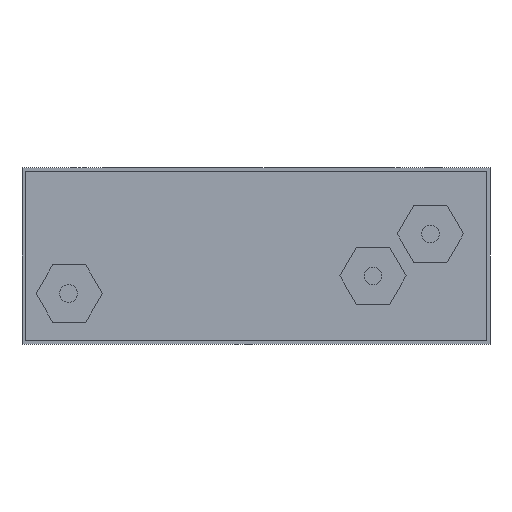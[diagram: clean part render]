
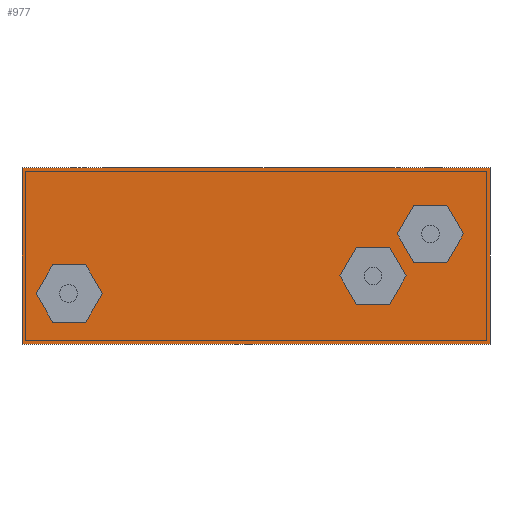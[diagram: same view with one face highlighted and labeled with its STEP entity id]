
A CAD part, front view. The second image highlights one B-rep face of the part: STEP entity #977.
In plain terms, the highlighted planar face has unit normal (0, -1, 0).
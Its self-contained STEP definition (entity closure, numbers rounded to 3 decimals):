
#2=DIRECTION('',(1.,0.,0.));
#3=VECTOR('',#2,212.);
#4=CARTESIAN_POINT('',(-106.,0.,0.));
#5=LINE('',#4,#3);
#6=DIRECTION('',(0.,0.,-1.));
#7=VECTOR('',#6,80.);
#8=CARTESIAN_POINT('',(106.,0.,0.));
#9=LINE('',#8,#7);
#10=DIRECTION('',(-1.,0.,0.));
#11=VECTOR('',#10,212.);
#12=CARTESIAN_POINT('',(106.,0.,-80.));
#13=LINE('',#12,#11);
#14=DIRECTION('',(0.,0.,1.));
#15=VECTOR('',#14,80.);
#16=CARTESIAN_POINT('',(-106.,0.,-80.));
#17=LINE('',#16,#15);
#18=DIRECTION('',(0.5,0.,-0.866));
#19=VECTOR('',#18,15.);
#20=CARTESIAN_POINT('',(-99.594,0.,-57.));
#21=LINE('',#20,#19);
#22=DIRECTION('',(1.,0.,0.));
#23=VECTOR('',#22,15.);
#24=CARTESIAN_POINT('',(-92.094,0.,-69.99));
#25=LINE('',#24,#23);
#26=DIRECTION('',(0.5,0.,0.866));
#27=VECTOR('',#26,15.);
#28=CARTESIAN_POINT('',(-77.094,0.,-69.99));
#29=LINE('',#28,#27);
#30=DIRECTION('',(-0.5,0.,0.866));
#31=VECTOR('',#30,15.);
#32=CARTESIAN_POINT('',(-69.594,0.,-57.));
#33=LINE('',#32,#31);
#34=DIRECTION('',(-1.,0.,0.));
#35=VECTOR('',#34,15.);
#36=CARTESIAN_POINT('',(-77.094,0.,-44.01));
#37=LINE('',#36,#35);
#38=DIRECTION('',(-0.5,0.,-0.866));
#39=VECTOR('',#38,15.);
#40=CARTESIAN_POINT('',(-92.094,0.,-44.01));
#41=LINE('',#40,#39);
#42=DIRECTION('',(0.5,0.,-0.866));
#43=VECTOR('',#42,15.);
#44=CARTESIAN_POINT('',(64.,0.,-30.));
#45=LINE('',#44,#43);
#46=DIRECTION('',(1.,0.,0.));
#47=VECTOR('',#46,15.);
#48=CARTESIAN_POINT('',(71.5,0.,-42.99));
#49=LINE('',#48,#47);
#50=DIRECTION('',(0.5,0.,0.866));
#51=VECTOR('',#50,15.);
#52=CARTESIAN_POINT('',(86.5,0.,-42.99));
#53=LINE('',#52,#51);
#54=DIRECTION('',(-0.5,0.,0.866));
#55=VECTOR('',#54,15.);
#56=CARTESIAN_POINT('',(94.,0.,-30.));
#57=LINE('',#56,#55);
#58=DIRECTION('',(-1.,0.,0.));
#59=VECTOR('',#58,15.);
#60=CARTESIAN_POINT('',(86.5,0.,-17.01));
#61=LINE('',#60,#59);
#62=DIRECTION('',(-0.5,0.,-0.866));
#63=VECTOR('',#62,15.);
#64=CARTESIAN_POINT('',(71.5,0.,-17.01));
#65=LINE('',#64,#63);
#66=DIRECTION('',(-0.5,0.,0.866));
#67=VECTOR('',#66,15.);
#68=CARTESIAN_POINT('',(68.,0.,-49.));
#69=LINE('',#68,#67);
#70=DIRECTION('',(-1.,0.,0.));
#71=VECTOR('',#70,15.);
#72=CARTESIAN_POINT('',(60.5,0.,-36.01));
#73=LINE('',#72,#71);
#74=DIRECTION('',(-0.5,0.,-0.866));
#75=VECTOR('',#74,15.);
#76=CARTESIAN_POINT('',(45.5,0.,-36.01));
#77=LINE('',#76,#75);
#78=DIRECTION('',(0.5,0.,-0.866));
#79=VECTOR('',#78,15.);
#80=CARTESIAN_POINT('',(38.,0.,-49.));
#81=LINE('',#80,#79);
#82=DIRECTION('',(1.,0.,0.));
#83=VECTOR('',#82,15.);
#84=CARTESIAN_POINT('',(45.5,0.,-61.99));
#85=LINE('',#84,#83);
#86=DIRECTION('',(0.5,0.,0.866));
#87=VECTOR('',#86,15.);
#88=CARTESIAN_POINT('',(60.5,0.,-61.99));
#89=LINE('',#88,#87);
#708=CARTESIAN_POINT('',(-106.,0.,0.));
#709=CARTESIAN_POINT('',(106.,0.,0.));
#710=VERTEX_POINT('',#708);
#711=VERTEX_POINT('',#709);
#712=CARTESIAN_POINT('',(106.,0.,-80.));
#713=VERTEX_POINT('',#712);
#714=CARTESIAN_POINT('',(-106.,0.,-80.));
#715=VERTEX_POINT('',#714);
#812=CARTESIAN_POINT('',(64.,0.,-30.));
#813=CARTESIAN_POINT('',(71.5,0.,-42.99));
#814=VERTEX_POINT('',#812);
#815=VERTEX_POINT('',#813);
#816=CARTESIAN_POINT('',(86.5,0.,-42.99));
#817=VERTEX_POINT('',#816);
#818=CARTESIAN_POINT('',(94.,0.,-30.));
#819=VERTEX_POINT('',#818);
#820=CARTESIAN_POINT('',(86.5,0.,-17.01));
#821=VERTEX_POINT('',#820);
#822=CARTESIAN_POINT('',(71.5,0.,-17.01));
#823=VERTEX_POINT('',#822);
#836=CARTESIAN_POINT('',(68.,0.,-49.));
#837=CARTESIAN_POINT('',(60.5,0.,-36.01));
#838=VERTEX_POINT('',#836);
#839=VERTEX_POINT('',#837);
#840=CARTESIAN_POINT('',(45.5,0.,-36.01));
#841=VERTEX_POINT('',#840);
#842=CARTESIAN_POINT('',(38.,0.,-49.));
#843=VERTEX_POINT('',#842);
#844=CARTESIAN_POINT('',(45.5,0.,-61.99));
#845=VERTEX_POINT('',#844);
#846=CARTESIAN_POINT('',(60.5,0.,-61.99));
#847=VERTEX_POINT('',#846);
#900=CARTESIAN_POINT('',(-99.594,0.,-57.));
#901=CARTESIAN_POINT('',(-92.094,0.,-69.99));
#902=VERTEX_POINT('',#900);
#903=VERTEX_POINT('',#901);
#904=CARTESIAN_POINT('',(-77.094,0.,-69.99));
#905=VERTEX_POINT('',#904);
#906=CARTESIAN_POINT('',(-69.594,0.,-57.));
#907=VERTEX_POINT('',#906);
#908=CARTESIAN_POINT('',(-77.094,0.,-44.01));
#909=VERTEX_POINT('',#908);
#910=CARTESIAN_POINT('',(-92.094,0.,-44.01));
#911=VERTEX_POINT('',#910);
#920=CARTESIAN_POINT('',(0.,0.,0.));
#921=DIRECTION('',(0.,1.,0.));
#922=DIRECTION('',(1.,0.,0.));
#923=AXIS2_PLACEMENT_3D('',#920,#921,#922);
#924=PLANE('',#923);
#926=ORIENTED_EDGE('',*,*,#925,.T.);
#928=ORIENTED_EDGE('',*,*,#927,.T.);
#930=ORIENTED_EDGE('',*,*,#929,.T.);
#932=ORIENTED_EDGE('',*,*,#931,.T.);
#933=EDGE_LOOP('',(#926,#928,#930,#932));
#934=FACE_OUTER_BOUND('',#933,.F.);
#936=ORIENTED_EDGE('',*,*,#935,.T.);
#938=ORIENTED_EDGE('',*,*,#937,.T.);
#940=ORIENTED_EDGE('',*,*,#939,.T.);
#942=ORIENTED_EDGE('',*,*,#941,.T.);
#944=ORIENTED_EDGE('',*,*,#943,.T.);
#946=ORIENTED_EDGE('',*,*,#945,.T.);
#947=EDGE_LOOP('',(#936,#938,#940,#942,#944,#946));
#948=FACE_BOUND('',#947,.F.);
#950=ORIENTED_EDGE('',*,*,#949,.T.);
#952=ORIENTED_EDGE('',*,*,#951,.T.);
#954=ORIENTED_EDGE('',*,*,#953,.T.);
#956=ORIENTED_EDGE('',*,*,#955,.T.);
#958=ORIENTED_EDGE('',*,*,#957,.T.);
#960=ORIENTED_EDGE('',*,*,#959,.T.);
#961=EDGE_LOOP('',(#950,#952,#954,#956,#958,#960));
#962=FACE_BOUND('',#961,.F.);
#964=ORIENTED_EDGE('',*,*,#963,.T.);
#966=ORIENTED_EDGE('',*,*,#965,.T.);
#968=ORIENTED_EDGE('',*,*,#967,.T.);
#970=ORIENTED_EDGE('',*,*,#969,.T.);
#972=ORIENTED_EDGE('',*,*,#971,.T.);
#974=ORIENTED_EDGE('',*,*,#973,.T.);
#975=EDGE_LOOP('',(#964,#966,#968,#970,#972,#974));
#976=FACE_BOUND('',#975,.F.);
#977=ADVANCED_FACE('',(#934,#948,#962,#976),#924,.F.);
#925=EDGE_CURVE('',#710,#711,#5,.T.);
#927=EDGE_CURVE('',#711,#713,#9,.T.);
#929=EDGE_CURVE('',#713,#715,#13,.T.);
#931=EDGE_CURVE('',#715,#710,#17,.T.);
#935=EDGE_CURVE('',#902,#903,#21,.T.);
#937=EDGE_CURVE('',#903,#905,#25,.T.);
#939=EDGE_CURVE('',#905,#907,#29,.T.);
#941=EDGE_CURVE('',#907,#909,#33,.T.);
#943=EDGE_CURVE('',#909,#911,#37,.T.);
#945=EDGE_CURVE('',#911,#902,#41,.T.);
#949=EDGE_CURVE('',#814,#815,#45,.T.);
#951=EDGE_CURVE('',#815,#817,#49,.T.);
#953=EDGE_CURVE('',#817,#819,#53,.T.);
#955=EDGE_CURVE('',#819,#821,#57,.T.);
#957=EDGE_CURVE('',#821,#823,#61,.T.);
#959=EDGE_CURVE('',#823,#814,#65,.T.);
#963=EDGE_CURVE('',#838,#839,#69,.T.);
#965=EDGE_CURVE('',#839,#841,#73,.T.);
#967=EDGE_CURVE('',#841,#843,#77,.T.);
#969=EDGE_CURVE('',#843,#845,#81,.T.);
#971=EDGE_CURVE('',#845,#847,#85,.T.);
#973=EDGE_CURVE('',#847,#838,#89,.T.);
